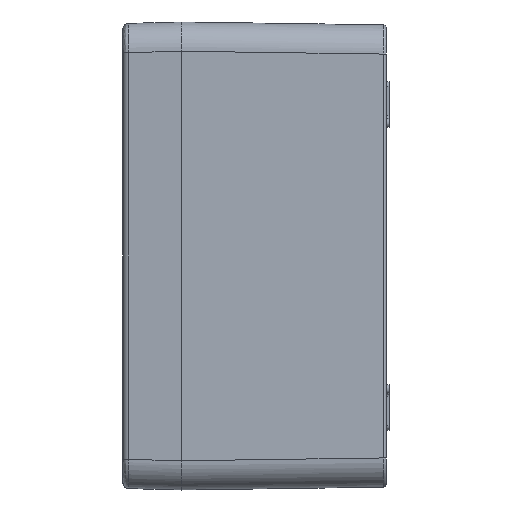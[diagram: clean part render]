
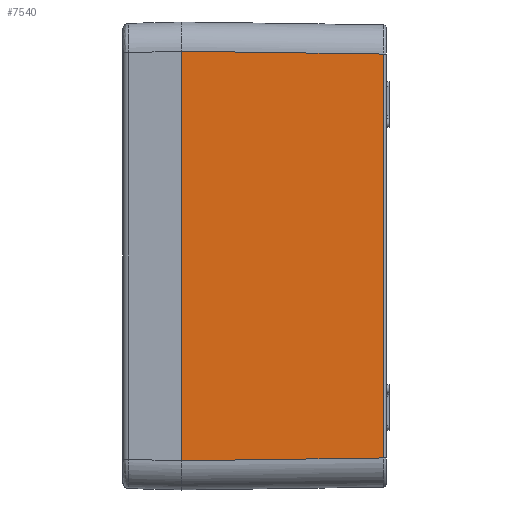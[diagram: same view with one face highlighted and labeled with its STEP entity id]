
A CAD part, left-side view. The second image highlights one B-rep face of the part: STEP entity #7540.
In plain terms, the highlighted planar face has unit normal (-1, -0.014, 0).
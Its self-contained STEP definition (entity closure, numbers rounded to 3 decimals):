
#843=CARTESIAN_POINT('',(-180.,70.,70.001));
#854=DIRECTION('',(0.,0.,1.));
#855=VECTOR('',#854,140.002);
#856=CARTESIAN_POINT('',(-180.,70.,-70.001));
#857=LINE('',#856,#855);
#867=CARTESIAN_POINT('',(-180.,70.,-70.001));
#3416=DIRECTION('',(0.,0.,-1.));
#3417=VECTOR('',#3416,138.075);
#3418=CARTESIAN_POINT('',(-179.036,0.986,
69.037));
#3419=LINE('',#3418,#3417);
#3423=DIRECTION('',(0.014,-1.,0.014));
#3424=VECTOR('',#3423,69.027);
#3425=CARTESIAN_POINT('',(-180.,70.,-70.001));
#3426=LINE('',#3425,#3424);
#3430=DIRECTION('',(0.014,-1.,-0.014));
#3431=VECTOR('',#3430,69.027);
#3432=CARTESIAN_POINT('',(-180.,70.,70.001));
#3433=LINE('',#3432,#3431);
#3446=CARTESIAN_POINT('',(-179.036,0.986,
69.037));
#3998=VERTEX_POINT('',#843);
#4001=VERTEX_POINT('',#867);
#4013=VERTEX_POINT('',#3446);
#4016=CARTESIAN_POINT('',(-179.036,0.986,
-69.037));
#4017=VERTEX_POINT('',#4016);
#7528=CARTESIAN_POINT('',(-180.,70.,-86.2));
#7529=DIRECTION('',(-1.,-0.014,0.));
#7530=DIRECTION('',(0.,0.,1.));
#7531=AXIS2_PLACEMENT_3D('',#7528,#7529,#7530);
#7532=PLANE('',#7531);
#7533=ORIENTED_EDGE('',*,*,#7343,.T.);
#7534=ORIENTED_EDGE('',*,*,#7523,.F.);
#7535=ORIENTED_EDGE('',*,*,#4844,.T.);
#7537=ORIENTED_EDGE('',*,*,#7536,.T.);
#7538=EDGE_LOOP('',(#7533,#7534,#7535,#7537));
#7539=FACE_OUTER_BOUND('',#7538,.F.);
#7540=ADVANCED_FACE('',(#7539),#7532,.T.);
#4844=EDGE_CURVE('',#4001,#3998,#857,.T.);
#7343=EDGE_CURVE('',#4013,#4017,#3419,.T.);
#7523=EDGE_CURVE('',#4001,#4017,#3426,.T.);
#7536=EDGE_CURVE('',#3998,#4013,#3433,.T.);
